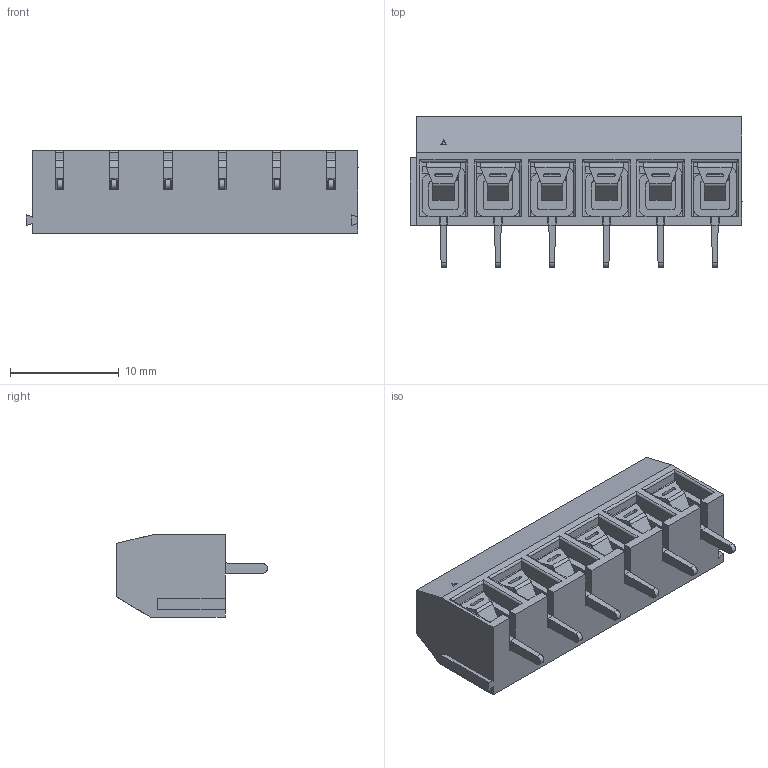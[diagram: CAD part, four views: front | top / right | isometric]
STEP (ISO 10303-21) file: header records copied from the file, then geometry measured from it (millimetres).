
FILE_DESCRIPTION (( 'STEP AP214' ), '1' );
FILE_NAME ('DG306-5.0-06P-12-00AH.STEP', '2021-01-21T19:56:50', ( '' ), ( '' ), 'SwSTEP 2.0', 'SolidWorks 2020', '' );
FILE_SCHEMA (( 'AUTOMOTIVE_DESIGN' ));
Length unit declared in the file: millimetre
Products named in the file (1): DG306-5.0-06P-12-00AH
Bounding box: 30.6 x 13.9 x 7.6 mm (x, y, z)
Volume: 1657.5 mm3; surface area: 3275.8 mm2
Topology: 1 solids, 1 shells, 830 faces, 2187 edges, 1416 vertices
Faces by surface type: plane 466, cylinder 156, bspline 154, torus 42, cone 12
Entity records: 40805 total; most frequent: CARTESIAN_POINT 14048, ORIENTED_EDGE 4374, DIRECTION 3509, EDGE_CURVE 2187, VECTOR 1435, LINE 1435, VERTEX_POINT 1416, AXIS2_PLACEMENT_3D 1037
